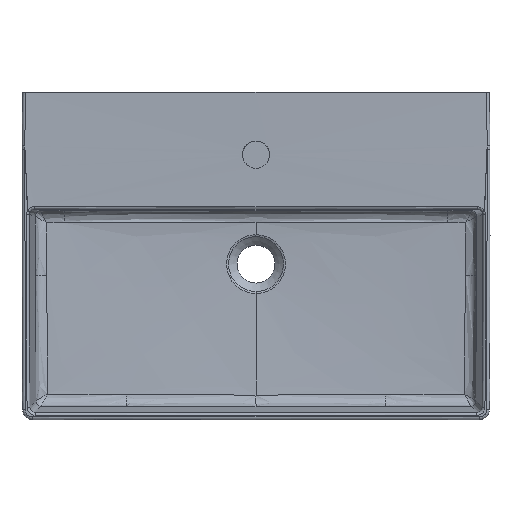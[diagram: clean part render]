
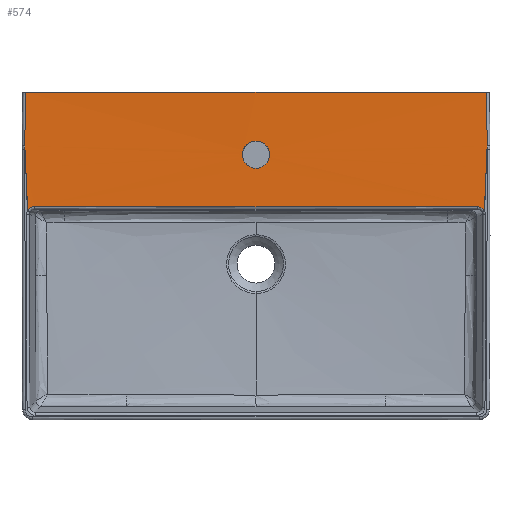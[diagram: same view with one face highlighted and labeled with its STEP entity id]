
A CAD part, top view. The second image highlights one B-rep face of the part: STEP entity #574.
In plain terms, the highlighted free-form (B-spline) face has degree [3, 1] with [6, 2] control points.
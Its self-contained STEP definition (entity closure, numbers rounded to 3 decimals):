
#158=B_SPLINE_SURFACE_WITH_KNOTS('',3,1,((#12281,#12282),(#12283,#12284),
(#12285,#12286),(#12287,#12288),(#12289,#12290),(#12291,#12292)),
 .UNSPECIFIED.,.F.,.F.,.F.,(4,1,1,4),(2,2),(0.,0.167,0.833,
1.),(0.,1.),.UNSPECIFIED.);
#247=FACE_BOUND('',#861,.T.);
#248=FACE_BOUND('',#862,.T.);
#251=B_SPLINE_CURVE_WITH_KNOTS('',3,(#2472,#2473,#2474,#2475,#2476,#2477,
#2478,#2479,#2480,#2481),.UNSPECIFIED.,.F.,.F.,(4,2,2,2,4),(0.,0.25,0.5,
0.75,1.),.UNSPECIFIED.);
#253=B_SPLINE_CURVE_WITH_KNOTS('',3,(#2518,#2519,#2520,#2521,#2522,#2523,
#2524,#2525,#2526,#2527),.UNSPECIFIED.,.F.,.F.,(4,2,2,2,4),(0.,0.25,0.5,
0.75,1.),.UNSPECIFIED.);
#428=B_SPLINE_CURVE_WITH_KNOTS('',3,(#12106,#12107,#12108,#12109),
 .UNSPECIFIED.,.F.,.F.,(4,4),(0.,1.),.UNSPECIFIED.);
#429=B_SPLINE_CURVE_WITH_KNOTS('',3,(#12111,#12112,#12113,#12114),
 .UNSPECIFIED.,.F.,.F.,(4,4),(0.,1.),.UNSPECIFIED.);
#431=B_SPLINE_CURVE_WITH_KNOTS('',3,(#12133,#12134,#12135,#12136),
 .UNSPECIFIED.,.F.,.F.,(4,4),(0.,1.),.UNSPECIFIED.);
#432=B_SPLINE_CURVE_WITH_KNOTS('',3,(#12149,#12150,#12151,#12152),
 .UNSPECIFIED.,.F.,.F.,(4,4),(0.,1.),.UNSPECIFIED.);
#433=B_SPLINE_CURVE_WITH_KNOTS('',3,(#12165,#12166,#12167,#12168),
 .UNSPECIFIED.,.F.,.F.,(4,4),(0.,1.),.UNSPECIFIED.);
#434=B_SPLINE_CURVE_WITH_KNOTS('',3,(#12183,#12184,#12185,#12186),
 .UNSPECIFIED.,.F.,.F.,(4,4),(0.,1.),.UNSPECIFIED.);
#435=B_SPLINE_CURVE_WITH_KNOTS('',3,(#12199,#12200,#12201,#12202),
 .UNSPECIFIED.,.F.,.F.,(4,4),(0.,1.),.UNSPECIFIED.);
#436=B_SPLINE_CURVE_WITH_KNOTS('',3,(#12217,#12218,#12219,#12220),
 .UNSPECIFIED.,.F.,.F.,(4,4),(0.,1.),.UNSPECIFIED.);
#437=B_SPLINE_CURVE_WITH_KNOTS('',3,(#12233,#12234,#12235,#12236),
 .UNSPECIFIED.,.F.,.F.,(4,4),(0.,1.),.UNSPECIFIED.);
#438=B_SPLINE_CURVE_WITH_KNOTS('',3,(#12249,#12250,#12251,#12252),
 .UNSPECIFIED.,.F.,.F.,(4,4),(0.,1.),.UNSPECIFIED.);
#439=B_SPLINE_CURVE_WITH_KNOTS('',3,(#12265,#12266,#12267,#12268),
 .UNSPECIFIED.,.F.,.F.,(4,4),(0.,1.),.UNSPECIFIED.);
#574=ADVANCED_FACE('',(#247,#248),#158,.T.);
#861=EDGE_LOOP('',(#1476,#1477));
#862=EDGE_LOOP('',(#1478,#1479,#1480,#1481,#1482,#1483,#1484,#1485,#1486,
#1487,#1488));
#1476=ORIENTED_EDGE('',*,*,#1693,.T.);
#1477=ORIENTED_EDGE('',*,*,#1691,.T.);
#1478=ORIENTED_EDGE('',*,*,#1984,.T.);
#1479=ORIENTED_EDGE('',*,*,#1983,.T.);
#1480=ORIENTED_EDGE('',*,*,#1986,.T.);
#1481=ORIENTED_EDGE('',*,*,#1987,.T.);
#1482=ORIENTED_EDGE('',*,*,#1988,.T.);
#1483=ORIENTED_EDGE('',*,*,#1990,.T.);
#1484=ORIENTED_EDGE('',*,*,#1991,.T.);
#1485=ORIENTED_EDGE('',*,*,#1993,.T.);
#1486=ORIENTED_EDGE('',*,*,#1994,.T.);
#1487=ORIENTED_EDGE('',*,*,#1995,.T.);
#1488=ORIENTED_EDGE('',*,*,#1996,.T.);
#1495=VERTEX_POINT('',#2471);
#1496=VERTEX_POINT('',#2482);
#1667=VERTEX_POINT('',#11832);
#1668=VERTEX_POINT('',#11854);
#1673=VERTEX_POINT('',#11931);
#1674=VERTEX_POINT('',#11958);
#1675=VERTEX_POINT('',#11971);
#1676=VERTEX_POINT('',#11984);
#1679=VERTEX_POINT('',#12105);
#1680=VERTEX_POINT('',#12110);
#1681=VERTEX_POINT('',#12115);
#1682=VERTEX_POINT('',#12182);
#1683=VERTEX_POINT('',#12203);
#1691=EDGE_CURVE('',#1496,#1495,#251,.T.);
#1693=EDGE_CURVE('',#1495,#1496,#253,.T.);
#1983=EDGE_CURVE('',#1680,#1679,#428,.T.);
#1984=EDGE_CURVE('',#1681,#1680,#429,.T.);
#1986=EDGE_CURVE('',#1679,#1667,#431,.T.);
#1987=EDGE_CURVE('',#1667,#1674,#432,.T.);
#1988=EDGE_CURVE('',#1674,#1668,#433,.T.);
#1990=EDGE_CURVE('',#1668,#1682,#434,.T.);
#1991=EDGE_CURVE('',#1682,#1683,#435,.T.);
#1993=EDGE_CURVE('',#1683,#1673,#436,.T.);
#1994=EDGE_CURVE('',#1673,#1675,#437,.T.);
#1995=EDGE_CURVE('',#1675,#1676,#438,.T.);
#1996=EDGE_CURVE('',#1676,#1681,#439,.T.);
#2471=CARTESIAN_POINT('',(0.,-97.5,-0.017));
#2472=CARTESIAN_POINT('',(0.,-62.513,0.707));
#2473=CARTESIAN_POINT('',(4.622,-62.513,0.707));
#2474=CARTESIAN_POINT('',(9.139,-64.399,0.667));
#2475=CARTESIAN_POINT('',(15.627,-70.892,0.532));
#2476=CARTESIAN_POINT('',(17.503,-75.433,0.438));
#2477=CARTESIAN_POINT('',(17.497,-84.603,0.249));
#2478=CARTESIAN_POINT('',(15.632,-89.12,0.156));
#2479=CARTESIAN_POINT('',(9.116,-95.633,0.021));
#2480=CARTESIAN_POINT('',(4.592,-97.5,-0.017));
#2481=CARTESIAN_POINT('',(0.,-97.5,-0.017));
#2482=CARTESIAN_POINT('',(0.,-62.513,0.707));
#2518=CARTESIAN_POINT('',(0.,-97.5,-0.017));
#2519=CARTESIAN_POINT('',(-4.623,-97.5,-0.017));
#2520=CARTESIAN_POINT('',(-9.14,-95.614,0.022));
#2521=CARTESIAN_POINT('',(-15.626,-89.121,0.156));
#2522=CARTESIAN_POINT('',(-17.503,-84.577,0.249));
#2523=CARTESIAN_POINT('',(-17.497,-75.412,0.438));
#2524=CARTESIAN_POINT('',(-15.633,-70.893,0.532));
#2525=CARTESIAN_POINT('',(-9.116,-64.38,0.667));
#2526=CARTESIAN_POINT('',(-4.591,-62.513,0.707));
#2527=CARTESIAN_POINT('',(0.,-62.513,0.707));
#11832=CARTESIAN_POINT('',(-295.994,-68.865,0.));
#11854=CARTESIAN_POINT('',(-292.406,-151.52,-0.002));
#11931=CARTESIAN_POINT('',(292.406,-151.52,-0.002));
#11958=CARTESIAN_POINT('',(-294.917,-96.666,0.));
#11971=CARTESIAN_POINT('',(294.917,-96.666,0.));
#11984=CARTESIAN_POINT('',(295.994,-68.865,0.));
#12105=CARTESIAN_POINT('',(-295.494,0.,0.047));
#12106=CARTESIAN_POINT('',(0.,0.,2.));
#12107=CARTESIAN_POINT('',(-98.501,0.,2.));
#12108=CARTESIAN_POINT('',(-197.001,0.,1.349));
#12109=CARTESIAN_POINT('',(-295.494,0.,0.047));
#12110=CARTESIAN_POINT('',(0.,0.,2.));
#12111=CARTESIAN_POINT('',(295.494,0.,0.047));
#12112=CARTESIAN_POINT('',(197.001,0.,1.349));
#12113=CARTESIAN_POINT('',(98.501,0.,2.));
#12114=CARTESIAN_POINT('',(0.,0.,2.));
#12115=CARTESIAN_POINT('',(295.494,0.,0.047));
#12133=CARTESIAN_POINT('',(-295.494,0.,0.047));
#12134=CARTESIAN_POINT('',(-295.697,-23.714,0.019));
#12135=CARTESIAN_POINT('',(-295.863,-46.669,0.005));
#12136=CARTESIAN_POINT('',(-295.994,-68.865,0.));
#12149=CARTESIAN_POINT('',(-295.994,-68.865,0.));
#12150=CARTESIAN_POINT('',(-295.636,-78.108,0.));
#12151=CARTESIAN_POINT('',(-295.277,-87.375,0.));
#12152=CARTESIAN_POINT('',(-294.917,-96.666,0.));
#12165=CARTESIAN_POINT('',(-294.917,-96.666,0.));
#12166=CARTESIAN_POINT('',(-294.075,-115.061,0.));
#12167=CARTESIAN_POINT('',(-293.238,-133.346,-0.001));
#12168=CARTESIAN_POINT('',(-292.406,-151.52,-0.002));
#12182=CARTESIAN_POINT('',(-283.426,-146.565,-0.065));
#12183=CARTESIAN_POINT('',(-292.406,-151.52,-0.002));
#12184=CARTESIAN_POINT('',(-290.522,-148.5,-0.017));
#12185=CARTESIAN_POINT('',(-286.991,-146.563,-0.041));
#12186=CARTESIAN_POINT('',(-283.426,-146.565,-0.065));
#12199=CARTESIAN_POINT('',(-283.426,-146.565,-0.065));
#12200=CARTESIAN_POINT('',(-94.473,-146.68,-1.355));
#12201=CARTESIAN_POINT('',(94.473,-146.68,-1.355));
#12202=CARTESIAN_POINT('',(283.426,-146.565,-0.065));
#12203=CARTESIAN_POINT('',(283.426,-146.565,-0.065));
#12217=CARTESIAN_POINT('',(283.426,-146.565,-0.065));
#12218=CARTESIAN_POINT('',(286.99,-146.563,-0.041));
#12219=CARTESIAN_POINT('',(290.522,-148.5,-0.017));
#12220=CARTESIAN_POINT('',(292.406,-151.52,-0.002));
#12233=CARTESIAN_POINT('',(292.406,-151.52,-0.002));
#12234=CARTESIAN_POINT('',(293.238,-133.346,-0.001));
#12235=CARTESIAN_POINT('',(294.075,-115.061,0.));
#12236=CARTESIAN_POINT('',(294.917,-96.666,0.));
#12249=CARTESIAN_POINT('',(294.917,-96.666,0.));
#12250=CARTESIAN_POINT('',(295.277,-87.375,0.));
#12251=CARTESIAN_POINT('',(295.636,-78.108,0.));
#12252=CARTESIAN_POINT('',(295.994,-68.865,0.));
#12265=CARTESIAN_POINT('',(295.994,-68.865,0.));
#12266=CARTESIAN_POINT('',(295.863,-46.669,0.005));
#12267=CARTESIAN_POINT('',(295.697,-23.714,0.019));
#12268=CARTESIAN_POINT('',(295.494,0.,0.047));
#12281=CARTESIAN_POINT('',(448.485,0.,-2.458));
#12282=CARTESIAN_POINT('',(436.909,-182.934,2.194));
#12283=CARTESIAN_POINT('',(398.658,0.,-1.5));
#12284=CARTESIAN_POINT('',(388.364,-182.934,1.339));
#12285=CARTESIAN_POINT('',(149.518,0.,2.667));
#12286=CARTESIAN_POINT('',(145.638,-182.934,-2.38));
#12287=CARTESIAN_POINT('',(-149.518,0.,2.667));
#12288=CARTESIAN_POINT('',(-145.638,-182.934,-2.38));
#12289=CARTESIAN_POINT('',(-398.658,0.,-1.5));
#12290=CARTESIAN_POINT('',(-388.364,-182.934,1.339));
#12291=CARTESIAN_POINT('',(-448.485,0.,-2.458));
#12292=CARTESIAN_POINT('',(-436.909,-182.934,2.194));
